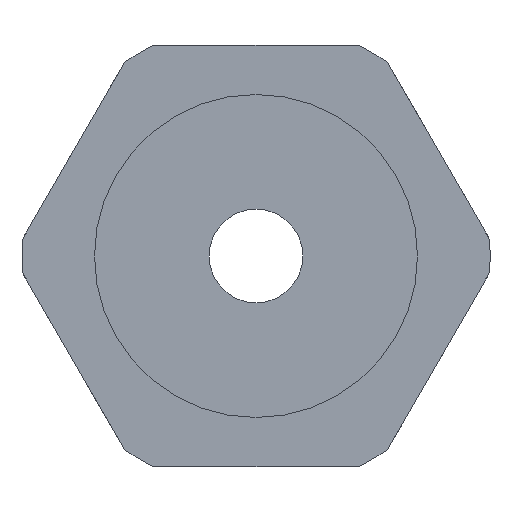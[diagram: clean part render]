
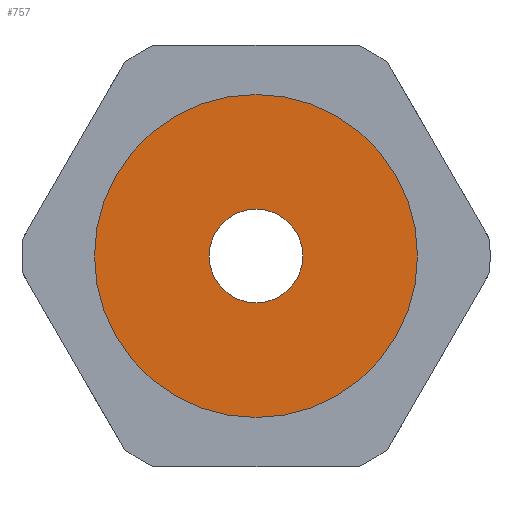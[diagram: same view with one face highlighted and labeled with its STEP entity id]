
A CAD part, front view. The second image highlights one B-rep face of the part: STEP entity #757.
In plain terms, the highlighted planar face has unit normal (0, -1, 0).
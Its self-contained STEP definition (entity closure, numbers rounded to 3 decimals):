
#723=CARTESIAN_POINT('',(-3.,12.5,0.0));
#724=VERTEX_POINT('',#723);
#725=CARTESIAN_POINT('',(0.,12.5,0.0));
#726=DIRECTION('',(0.0,-1.0,0.0));
#727=DIRECTION('',(-1.0,0.0,0.0));
#728=AXIS2_PLACEMENT_3D('',#725,#726,#727);
#729=CIRCLE('',#728,3.);
#730=EDGE_CURVE('',#724,#724,#729,.T.);
#738=CARTESIAN_POINT('',(-6.675,12.5,0.0));
#739=DIRECTION('',(0.0,1.0,0.0));
#740=DIRECTION('',(0.0,0.0,1.0));
#741=AXIS2_PLACEMENT_3D('',#738,#739,#740);
#742=PLANE('',#741);
#743=CARTESIAN_POINT('',(-10.35,12.5,0.0));
#744=VERTEX_POINT('',#743);
#745=CARTESIAN_POINT('',(0.,12.5,0.0));
#746=DIRECTION('',(0.0,-1.0,0.0));
#747=DIRECTION('',(-1.0,0.0,0.0));
#748=AXIS2_PLACEMENT_3D('',#745,#746,#747);
#749=CIRCLE('',#748,10.35);
#750=EDGE_CURVE('',#744,#744,#749,.T.);
#751=ORIENTED_EDGE('',*,*,#750,.T.);
#752=EDGE_LOOP('',(#751));
#753=FACE_OUTER_BOUND('',#752,.T.);
#754=ORIENTED_EDGE('',*,*,#730,.F.);
#755=EDGE_LOOP('',(#754));
#756=FACE_BOUND('',#755,.T.);
#757=ADVANCED_FACE('',(#753,#756),#742,.F.);
